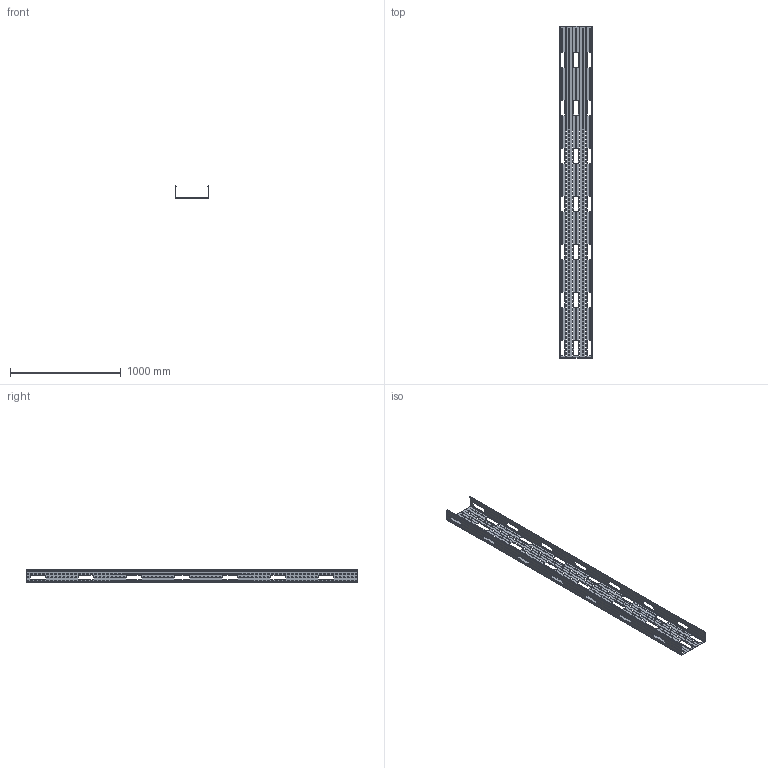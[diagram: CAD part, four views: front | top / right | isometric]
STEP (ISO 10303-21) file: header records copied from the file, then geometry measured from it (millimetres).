
FILE_DESCRIPTION(/* description */ (''),/* implementation_level */ '2;1');
FILE_NAME(/* name */ 'KAP300H110_3.stp',/* time_stamp */ '2020-05-21T13:00:08+02:00',/* author */ ('NB06DT_User'),/* organization */ (''),/* preprocessor_version */ 'ST-DEVELOPER v18.1',/* originating_system */ 'Autodesk Inventor 2021',/* authorisation */ '');
FILE_SCHEMA (('AUTOMOTIVE_DESIGN { 1 0 10303 214 3 1 1 }'));
Products named in the file (1): KAJ300H60_3
Bounding box: 300.41 x 3000 x 109.97 mm (x, y, z)
Volume: 1850286.1 mm3; surface area: 2587125.8 mm2
Topology: 1 solids, 1 shells, 4750 faces, 14180 edges, 9432 vertices
Faces by surface type: plane 2394, cylinder 2356
Entity records: 165425 total; most frequent: DIRECTION 28394, CARTESIAN_POINT 28363, ORIENTED_EDGE 28360, EDGE_CURVE 14180, LINE 9468, VECTOR 9468, AXIS2_PLACEMENT_3D 9463, VERTEX_POINT 9432
